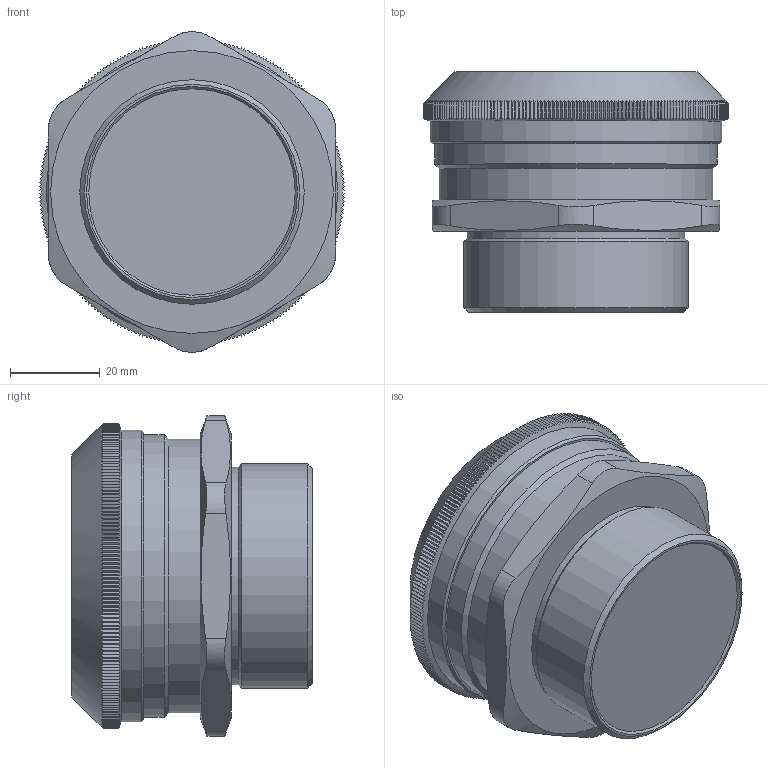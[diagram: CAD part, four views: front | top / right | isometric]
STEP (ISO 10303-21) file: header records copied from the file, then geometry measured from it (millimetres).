
FILE_DESCRIPTION(/* description */ (''),/* implementation_level */ '2;1');
FILE_NAME(/* name */ '',/* time_stamp */ '2024-04-22T16:38:58+07:00',/* author */ ('zeta-44'),/* organization */ (''),/* preprocessor_version */ 'ST-DEVELOPER v19.2',/* originating_system */ 'Autodesk Inventor 2024',/* authorisation */ '');
FILE_SCHEMA (('AUTOMOTIVE_DESIGN { 1 0 10303 214 3 1 1 }'));
Length unit declared in the file: millimetre
Products named in the file (1): Деталь7
Bounding box: 67.99 x 53.6 x 71.4 mm (x, y, z)
Volume: 145574.5 mm3; surface area: 17692.1 mm2
Topology: 1 solids, 1 shells, 514 faces, 1516 edges, 1009 vertices
Faces by surface type: plane 493, cylinder 12, cone 9
Full cylindrical faces by diameter (mm): 48.5 x1, 50 x1, 51.8 x1, 61 x1, 63 x1, 65 x1
Entity records: 16457 total; most frequent: CARTESIAN_POINT 5096, ORIENTED_EDGE 3032, DIRECTION 1583, EDGE_CURVE 1516, VERTEX_POINT 1009, AXIS2_PLACEMENT_3D 538, EDGE_LOOP 519, FACE_OUTER_BOUND 514
